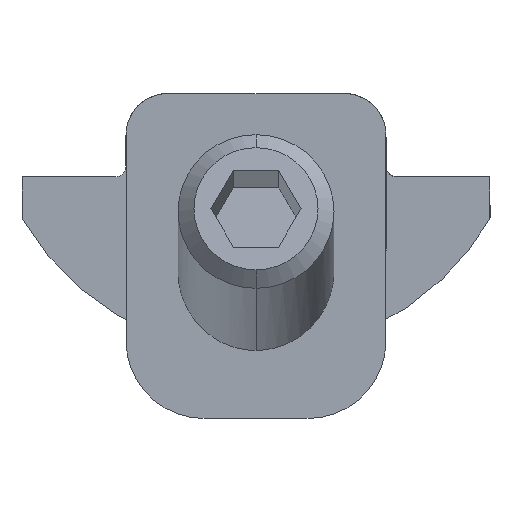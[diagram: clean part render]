
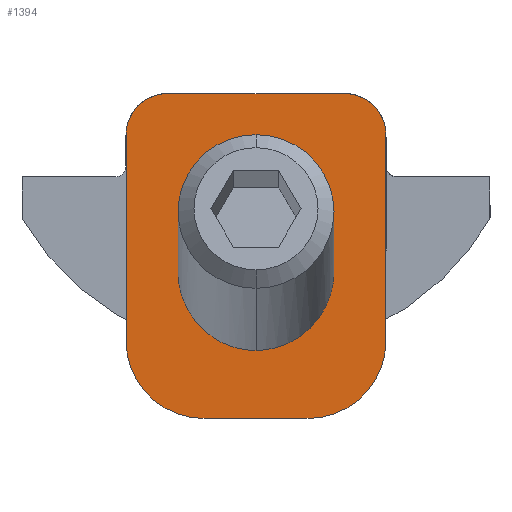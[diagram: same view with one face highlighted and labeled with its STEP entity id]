
A CAD part, front view. The second image highlights one B-rep face of the part: STEP entity #1394.
In plain terms, the highlighted planar face has unit normal (0, -1, 0).
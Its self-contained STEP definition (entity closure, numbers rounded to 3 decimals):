
#29 = LINE ( 'NONE', #1559, #1403 ) ;
#93 = CARTESIAN_POINT ( 'NONE',  ( -1., -10., -0.95 ) ) ;
#103 = DIRECTION ( 'NONE',  ( 0., 1., 0. ) ) ;
#122 = CARTESIAN_POINT ( 'NONE',  ( 2.5, -10., 3. ) ) ;
#124 = CARTESIAN_POINT ( 'NONE',  ( 0., -10., -1.142 ) ) ;
#141 = CARTESIAN_POINT ( 'NONE',  ( 3., -10., -1.142 ) ) ;
#170 = DIRECTION ( 'NONE',  ( 0., 1., 0. ) ) ;
#199 = VERTEX_POINT ( 'NONE', #1485 ) ;
#209 = CIRCLE ( 'NONE', #1342, 0.8 ) ;
#211 = DIRECTION ( 'NONE',  ( 1., 0., 0. ) ) ;
#229 = CARTESIAN_POINT ( 'NONE',  ( 0., -10., 1.905 ) ) ;
#242 = ORIENTED_EDGE ( 'NONE', *, *, #911, .F. ) ;
#262 = CARTESIAN_POINT ( 'NONE',  ( 0., -10., 0.781 ) ) ;
#286 = EDGE_CURVE ( 'NONE', #1203, #1007, #1504, .T. ) ;
#348 = AXIS2_PLACEMENT_3D ( 'NONE', #262, #1463, #502 ) ;
#356 = DIRECTION ( 'NONE',  ( 0., 1., 0. ) ) ;
#372 = CARTESIAN_POINT ( 'NONE',  ( -1.7, -10., 3.8 ) ) ;
#380 =( BOUNDED_CURVE ( )  B_SPLINE_CURVE ( 3, ( #124, #141, #927, #1213 ),
 .UNSPECIFIED., .F., .F. ) 
 B_SPLINE_CURVE_WITH_KNOTS ( ( 4, 4 ),
 ( 0., 3.142 ),
 .UNSPECIFIED. ) 
 CURVE ( )  GEOMETRIC_REPRESENTATION_ITEM ( )  RATIONAL_B_SPLINE_CURVE ( ( 1., 0.333, 0.333, 1. ) ) 
 REPRESENTATION_ITEM ( '' )  );
#396 = CIRCLE ( 'NONE', #794, 1.5 ) ;
#404 = CARTESIAN_POINT ( 'NONE',  ( -2.5, -10., 0.781 ) ) ;
#418 = CARTESIAN_POINT ( 'NONE',  ( -1., -10., -2.45 ) ) ;
#427 = CARTESIAN_POINT ( 'NONE',  ( 2.5, -10., -0.95 ) ) ;
#448 = AXIS2_PLACEMENT_3D ( 'NONE', #1674, #356, #1301 ) ;
#462 = EDGE_CURVE ( 'NONE', #1268, #199, #1217, .T. ) ;
#479 = ORIENTED_EDGE ( 'NONE', *, *, #937, .F. ) ;
#500 = ORIENTED_EDGE ( 'NONE', *, *, #1647, .F. ) ;
#502 = DIRECTION ( 'NONE',  ( 0., 0., 1. ) ) ;
#539 = FACE_OUTER_BOUND ( 'NONE', #549, .T. ) ;
#547 = EDGE_CURVE ( 'NONE', #199, #1703, #29, .T. ) ;
#549 = EDGE_LOOP ( 'NONE', ( #890, #1289, #1455, #242, #1178, #1700, #500, #649 ) ) ;
#573 = CARTESIAN_POINT ( 'NONE',  ( -1.7, -10., 3. ) ) ;
#578 = EDGE_CURVE ( 'NONE', #620, #582, #380, .T. ) ;
#582 = VERTEX_POINT ( 'NONE', #1055 ) ;
#611 = FACE_BOUND ( 'NONE', #922, .T. ) ;
#615 = DIRECTION ( 'NONE',  ( 0., 1., 0. ) ) ;
#620 = VERTEX_POINT ( 'NONE', #681 ) ;
#649 = ORIENTED_EDGE ( 'NONE', *, *, #1064, .F. ) ;
#652 = VERTEX_POINT ( 'NONE', #1696 ) ;
#681 = CARTESIAN_POINT ( 'NONE',  ( 0., -10., -1.142 ) ) ;
#711 = CARTESIAN_POINT ( 'NONE',  ( -2.5, -10., 3. ) ) ;
#714 = CARTESIAN_POINT ( 'NONE',  ( 1.7, -10., 3.8 ) ) ;
#794 = AXIS2_PLACEMENT_3D ( 'NONE', #93, #615, #882 ) ;
#842 = AXIS2_PLACEMENT_3D ( 'NONE', #573, #170, #1515 ) ;
#873 = CARTESIAN_POINT ( 'NONE',  ( -3., -10., -1.142 ) ) ;
#882 = DIRECTION ( 'NONE',  ( 0., 0., 1. ) ) ;
#890 = ORIENTED_EDGE ( 'NONE', *, *, #903, .F. ) ;
#903 = EDGE_CURVE ( 'NONE', #1007, #1531, #1169, .T. ) ;
#910 = CARTESIAN_POINT ( 'NONE',  ( 1.7, -10., 3. ) ) ;
#911 = EDGE_CURVE ( 'NONE', #1703, #652, #396, .T. ) ;
#922 = EDGE_LOOP ( 'NONE', ( #479, #1624 ) ) ;
#927 = CARTESIAN_POINT ( 'NONE',  ( 3., -10., 1.905 ) ) ;
#934 = VECTOR ( 'NONE', #1406, 1000. ) ;
#937 = EDGE_CURVE ( 'NONE', #582, #620, #1053, .T. ) ;
#1007 = VERTEX_POINT ( 'NONE', #372 ) ;
#1053 =( BOUNDED_CURVE ( )  B_SPLINE_CURVE ( 3, ( #229, #1137, #873, #1408 ),
 .UNSPECIFIED., .F., .F. ) 
 B_SPLINE_CURVE_WITH_KNOTS ( ( 4, 4 ),
 ( 3.142, 6.283 ),
 .UNSPECIFIED. ) 
 CURVE ( )  GEOMETRIC_REPRESENTATION_ITEM ( )  RATIONAL_B_SPLINE_CURVE ( ( 1., 0.333, 0.333, 1. ) ) 
 REPRESENTATION_ITEM ( '' )  );
#1055 = CARTESIAN_POINT ( 'NONE',  ( 0., -10., 1.905 ) ) ;
#1057 = VECTOR ( 'NONE', #1254, 1000. ) ;
#1064 = EDGE_CURVE ( 'NONE', #1531, #1415, #209, .T. ) ;
#1124 = LINE ( 'NONE', #404, #1057 ) ;
#1137 = CARTESIAN_POINT ( 'NONE',  ( -3., -10., 1.905 ) ) ;
#1169 = LINE ( 'NONE', #1416, #1484 ) ;
#1178 = ORIENTED_EDGE ( 'NONE', *, *, #547, .F. ) ;
#1203 = VERTEX_POINT ( 'NONE', #711 ) ;
#1213 = CARTESIAN_POINT ( 'NONE',  ( 0., -10., 1.905 ) ) ;
#1217 = CIRCLE ( 'NONE', #448, 1.5 ) ;
#1254 = DIRECTION ( 'NONE',  ( 0., 0., 1. ) ) ;
#1268 = VERTEX_POINT ( 'NONE', #427 ) ;
#1289 = ORIENTED_EDGE ( 'NONE', *, *, #286, .F. ) ;
#1301 = DIRECTION ( 'NONE',  ( 0., 0., 1. ) ) ;
#1308 = DIRECTION ( 'NONE',  ( -1., 0., 0. ) ) ;
#1318 = PLANE ( 'NONE',  #348 ) ;
#1342 = AXIS2_PLACEMENT_3D ( 'NONE', #910, #103, #1572 ) ;
#1394 = ADVANCED_FACE ( 'NONE', ( #611, #539 ), #1318, .F. ) ;
#1396 = LINE ( 'NONE', #1711, #934 ) ;
#1403 = VECTOR ( 'NONE', #1308, 1000. ) ;
#1406 = DIRECTION ( 'NONE',  ( 0., 0., -1. ) ) ;
#1408 = CARTESIAN_POINT ( 'NONE',  ( 0., -10., -1.142 ) ) ;
#1415 = VERTEX_POINT ( 'NONE', #122 ) ;
#1416 = CARTESIAN_POINT ( 'NONE',  ( 0., -10., 3.8 ) ) ;
#1455 = ORIENTED_EDGE ( 'NONE', *, *, #1508, .F. ) ;
#1463 = DIRECTION ( 'NONE',  ( 0., 1., 0. ) ) ;
#1484 = VECTOR ( 'NONE', #211, 1000. ) ;
#1485 = CARTESIAN_POINT ( 'NONE',  ( 1., -10., -2.45 ) ) ;
#1504 = CIRCLE ( 'NONE', #842, 0.8 ) ;
#1508 = EDGE_CURVE ( 'NONE', #652, #1203, #1124, .T. ) ;
#1515 = DIRECTION ( 'NONE',  ( 0., 0., 1. ) ) ;
#1531 = VERTEX_POINT ( 'NONE', #714 ) ;
#1559 = CARTESIAN_POINT ( 'NONE',  ( 0., -10., -2.45 ) ) ;
#1572 = DIRECTION ( 'NONE',  ( 0., 0., 1. ) ) ;
#1624 = ORIENTED_EDGE ( 'NONE', *, *, #578, .F. ) ;
#1647 = EDGE_CURVE ( 'NONE', #1415, #1268, #1396, .T. ) ;
#1674 = CARTESIAN_POINT ( 'NONE',  ( 1., -10., -0.95 ) ) ;
#1696 = CARTESIAN_POINT ( 'NONE',  ( -2.5, -10., -0.95 ) ) ;
#1700 = ORIENTED_EDGE ( 'NONE', *, *, #462, .F. ) ;
#1703 = VERTEX_POINT ( 'NONE', #418 ) ;
#1711 = CARTESIAN_POINT ( 'NONE',  ( 2.5, -10., 0.781 ) ) ;
